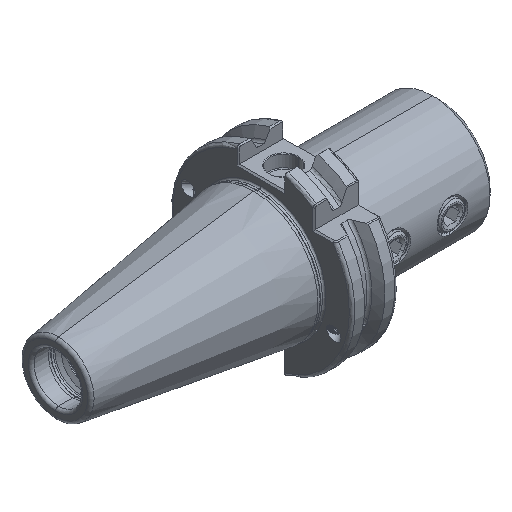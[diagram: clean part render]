
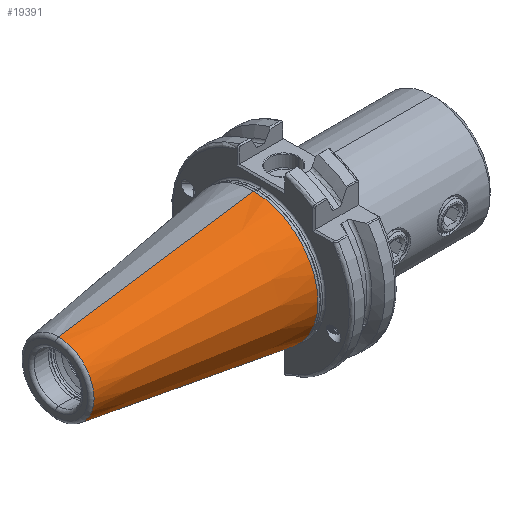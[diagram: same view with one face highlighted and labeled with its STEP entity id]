
A CAD part, isometric view. The second image highlights one B-rep face of the part: STEP entity #19391.
In plain terms, the highlighted conical face has half-angle 8.297 degrees and reference radius 22.692 mm.
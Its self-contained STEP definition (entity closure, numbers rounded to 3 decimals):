
#1020 = CIRCLE ( 'NONE', #16904, 12.4 ) ;
#1028 = CIRCLE ( 'NONE', #16901, 22.327 ) ;
#1574 = VERTEX_POINT ( 'NONE', #2776 ) ;
#1578 = VERTEX_POINT ( 'NONE', #2760 ) ;
#1581 = VERTEX_POINT ( 'NONE', #2769 ) ;
#1606 = VERTEX_POINT ( 'NONE', #2793 ) ;
#2311 = EDGE_LOOP ( 'NONE', ( #22215, #22228, #22250, #22233 ) ) ;
#2315 = LINE ( 'NONE', #31975, #2340 ) ;
#2340 = VECTOR ( 'NONE', #31976, 1000. ) ;
#2381 = VECTOR ( 'NONE', #32264, 1000. ) ;
#2389 = LINE ( 'NONE', #32279, #2381 ) ;
#2760 = CARTESIAN_POINT ( 'NONE',  ( -70.573, 0., -12.4 ) ) ;
#2769 = CARTESIAN_POINT ( 'NONE',  ( -70.573, 0., 12.4 ) ) ;
#2776 = CARTESIAN_POINT ( 'NONE',  ( -2.5, 0., -22.327 ) ) ;
#2793 = CARTESIAN_POINT ( 'NONE',  ( -2.5, 0., 22.327 ) ) ;
#5507 = EDGE_CURVE ( 'NONE', #1581, #1606, #2315, .T. ) ;
#5553 = EDGE_CURVE ( 'NONE', #1578, #1574, #2389, .T. ) ;
#5640 = DIRECTION ( 'NONE',  ( 0., 0., -1. ) ) ;
#5659 = CARTESIAN_POINT ( 'NONE',  ( 0., 0., 0. ) ) ;
#5672 = DIRECTION ( 'NONE',  ( 1., 0., 0. ) ) ;
#16595 = EDGE_CURVE ( 'NONE', #1581, #1578, #1020, .T. ) ;
#16611 = EDGE_CURVE ( 'NONE', #1606, #1574, #1028, .T. ) ;
#16901 = AXIS2_PLACEMENT_3D ( 'NONE', #23776, #23800, #23802 ) ;
#16904 = AXIS2_PLACEMENT_3D ( 'NONE', #34565, #34578, #23685 ) ;
#17172 = AXIS2_PLACEMENT_3D ( 'NONE', #5659, #5672, #5640 ) ;
#19391 = ADVANCED_FACE ( 'NONE', ( #34929 ), #34988, .T. ) ;
#22215 = ORIENTED_EDGE ( 'NONE', *, *, #5507, .F. ) ;
#22228 = ORIENTED_EDGE ( 'NONE', *, *, #16595, .T. ) ;
#22233 = ORIENTED_EDGE ( 'NONE', *, *, #16611, .F. ) ;
#22250 = ORIENTED_EDGE ( 'NONE', *, *, #5553, .T. ) ;
#23685 = DIRECTION ( 'NONE',  ( 0., 0., 1. ) ) ;
#23776 = CARTESIAN_POINT ( 'NONE',  ( -2.5, 0., 0. ) ) ;
#23800 = DIRECTION ( 'NONE',  ( 1., 0., 0. ) ) ;
#23802 = DIRECTION ( 'NONE',  ( 0., 0., -1. ) ) ;
#31975 = CARTESIAN_POINT ( 'NONE',  ( 0., 0., 22.692 ) ) ;
#31976 = DIRECTION ( 'NONE',  ( 0.99, 0., 0.144 ) ) ;
#32264 = DIRECTION ( 'NONE',  ( 0.99, 0., -0.144 ) ) ;
#32279 = CARTESIAN_POINT ( 'NONE',  ( 0., 0., -22.692 ) ) ;
#34565 = CARTESIAN_POINT ( 'NONE',  ( -70.573, 0., 0. ) ) ;
#34578 = DIRECTION ( 'NONE',  ( 1., 0., 0. ) ) ;
#34929 = FACE_OUTER_BOUND ( 'NONE', #2311, .T. ) ;
#34988 = CONICAL_SURFACE ( 'NONE', #17172, 22.692, 0.145 ) ;
